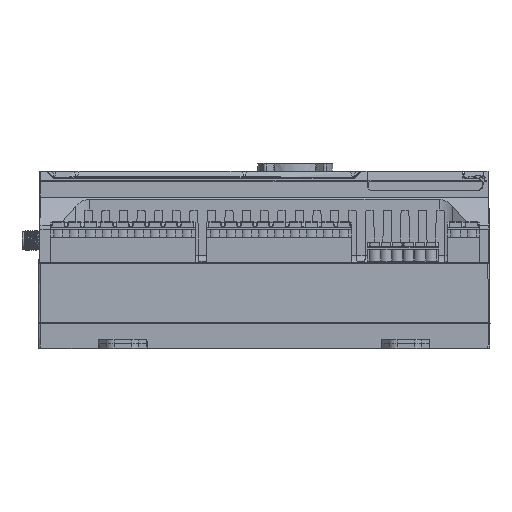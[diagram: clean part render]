
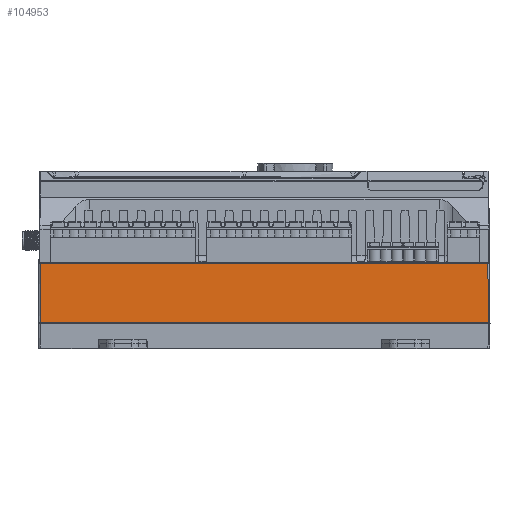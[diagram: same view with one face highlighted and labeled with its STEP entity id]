
A CAD part, front view. The second image highlights one B-rep face of the part: STEP entity #104953.
In plain terms, the highlighted planar face has unit normal (0, -1, 0.018).
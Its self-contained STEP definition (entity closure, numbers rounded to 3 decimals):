
#8070 = PLANE ( 'NONE',  #56157 ) ;
#8080 = DIRECTION ( 'NONE',  ( 0., -0.017, -1. ) ) ;
#8098 = DIRECTION ( 'NONE',  ( 0., -1., 0.017 ) ) ;
#8123 = CARTESIAN_POINT ( 'NONE',  ( -70.01, -55., 8.1 ) ) ;
#14403 = ORIENTED_EDGE ( 'NONE', *, *, #140473, .T. ) ;
#14408 = ORIENTED_EDGE ( 'NONE', *, *, #140360, .T. ) ;
#14418 = ORIENTED_EDGE ( 'NONE', *, *, #140567, .T. ) ;
#14449 = ORIENTED_EDGE ( 'NONE', *, *, #140514, .F. ) ;
#24137 = EDGE_LOOP ( 'NONE', ( #14403, #14408, #14418, #14449 ) ) ;
#56157 = AXIS2_PLACEMENT_3D ( 'NONE', #8123, #8098, #8080 ) ;
#87629 = CARTESIAN_POINT ( 'NONE',  ( -70.01, -54.679, 26.503 ) ) ;
#87635 = DIRECTION ( 'NONE',  ( -1., 0., 0. ) ) ;
#88212 = CARTESIAN_POINT ( 'NONE',  ( 69.489, -54.979, 9.317 ) ) ;
#88215 = DIRECTION ( 'NONE',  ( -0.009, 0.017, 1. ) ) ;
#88313 = DIRECTION ( 'NONE',  ( -1., 0., 0. ) ) ;
#88347 = CARTESIAN_POINT ( 'NONE',  ( -70.01, -55., 8.1 ) ) ;
#88443 = DIRECTION ( 'NONE',  ( -0.009, -0.017, -1. ) ) ;
#88484 = CARTESIAN_POINT ( 'NONE',  ( -69.5, -55., 8.096 ) ) ;
#103350 = CARTESIAN_POINT ( 'NONE',  ( -69.339, -54.679, 26.503 ) ) ;
#103361 = CARTESIAN_POINT ( 'NONE',  ( 69.339, -54.679, 26.503 ) ) ;
#103395 = CARTESIAN_POINT ( 'NONE',  ( 69.5, -55., 8.1 ) ) ;
#103428 = CARTESIAN_POINT ( 'NONE',  ( -69.5, -55., 8.1 ) ) ;
#104953 = ADVANCED_FACE ( 'NONE', ( #117921 ), #8070, .T. ) ;
#110137 = VERTEX_POINT ( 'NONE', #103350 ) ;
#110157 = VERTEX_POINT ( 'NONE', #103361 ) ;
#110190 = VERTEX_POINT ( 'NONE', #103395 ) ;
#110211 = VERTEX_POINT ( 'NONE', #103428 ) ;
#117921 = FACE_OUTER_BOUND ( 'NONE', #24137, .T. ) ;
#126219 = LINE ( 'NONE', #87629, #126220 ) ;
#126220 = VECTOR ( 'NONE', #87635, 1000. ) ;
#126292 = LINE ( 'NONE', #88212, #126293 ) ;
#126293 = VECTOR ( 'NONE', #88215, 1000. ) ;
#126339 = VECTOR ( 'NONE', #88443, 1000. ) ;
#126362 = VECTOR ( 'NONE', #88313, 1000. ) ;
#126376 = LINE ( 'NONE', #88347, #126362 ) ;
#126385 = LINE ( 'NONE', #88484, #126339 ) ;
#140360 = EDGE_CURVE ( 'NONE', #110157, #110137, #126219, .T. ) ;
#140473 = EDGE_CURVE ( 'NONE', #110190, #110157, #126292, .T. ) ;
#140514 = EDGE_CURVE ( 'NONE', #110190, #110211, #126376, .T. ) ;
#140567 = EDGE_CURVE ( 'NONE', #110137, #110211, #126385, .T. ) ;
